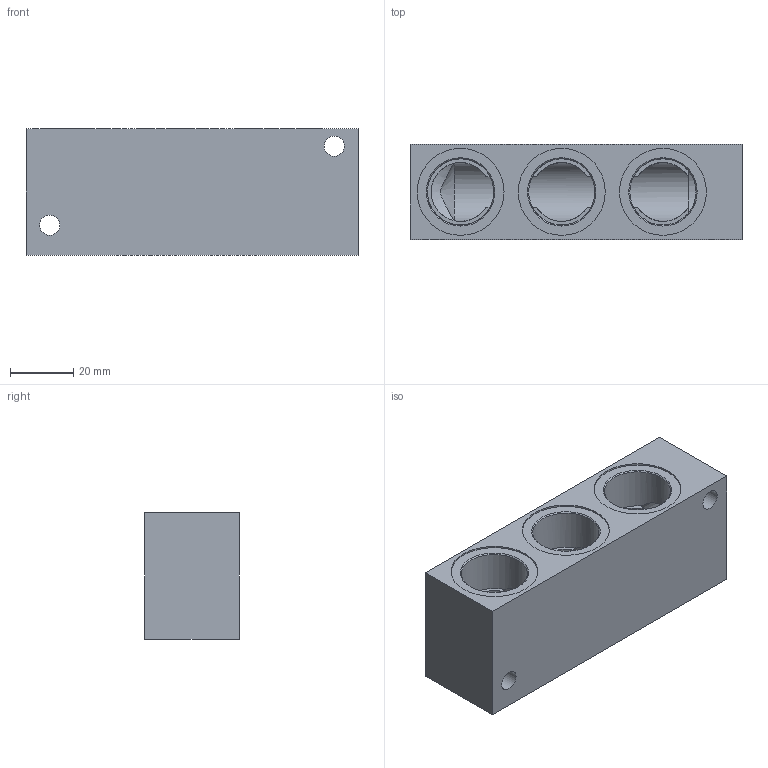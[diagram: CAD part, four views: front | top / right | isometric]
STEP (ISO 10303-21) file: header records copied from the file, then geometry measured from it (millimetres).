
FILE_DESCRIPTION(( 'RA.55.312.12.STP' ), '1');
FILE_NAME( 'RA.55.312.12.STP', '2018-10-12T10:36:02',( 'Sopra'),('sopra-pneumatic.com'), 'SwSTEP 2.0','SolidWorks 2009','' );
FILE_SCHEMA (('AUTOMOTIVE_DESIGN { 1 0 10303 214 1 1 1 1 }'));
Length unit declared in the file: millimetre
Products named in the file (2): Root; 12904_Verteilerleiste 3fach G1/2" Alu_0
Assembly tree (1 placements, depth 2):
  Root
    12904_Verteilerleiste 3fach G1/2" Alu_0
Bounding box: 105 x 30 x 40 mm (x, y, z)
Volume: 81950.4 mm3; surface area: 24939.8 mm2
Topology: 1 solids, 1 shells, 40 faces, 110 edges, 74 vertices
Faces by surface type: cylinder 18, plane 16, cone 6
Full cylindrical faces by diameter (mm): 6.4 x2, 18.631 x1, 20.955 x4, 27.5 x4
Entity records: 2595 total; most frequent: CARTESIAN_POINT 903, DIRECTION 196, PRESENTATION_STYLE_ASSIGNMENT 157, COLOUR_RGB 157, DRAUGHTING_PRE_DEFINED_CURVE_FONT 156, CURVE_STYLE 156, OVER_RIDING_STYLED_ITEM 156, ORIENTED_EDGE 156
